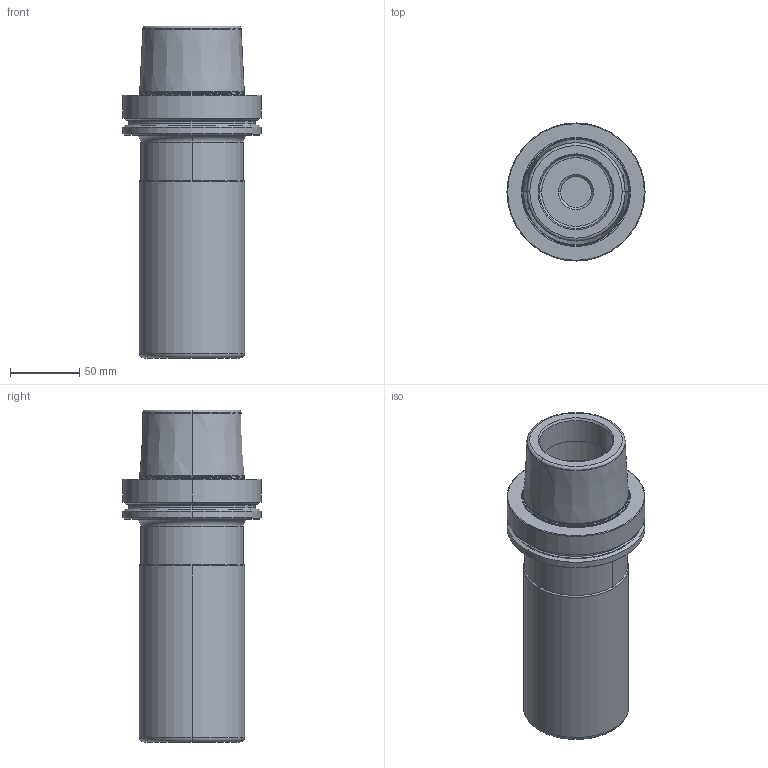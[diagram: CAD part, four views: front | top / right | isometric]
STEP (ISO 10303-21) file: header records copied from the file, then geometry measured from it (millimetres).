
FILE_DESCRIPTION(/* description */ (''),/* implementation_level */ '2;1');
FILE_NAME(/* name */ 'ASPX4UR485H100A050SA_IR0_126.stp',/* time_stamp */ '2021-10-19T09:07:43+09:00',/* author */ (''),/* organization */ (''),/* preprocessor_version */ 'ST-DEVELOPER v16',/* originating_system */ 'SIEMENS PLM Software NX 10.0',/* authorisation */ '');
FILE_SCHEMA (('AUTOMOTIVE_DESIGN { 1 0 10303 214 3 1 1 1 }'));
Length unit declared in the file: millimetre
Products named in the file (1): ASPX4UR485H100A050SA_IR0_126_ASM
Bounding box: 100 x 100 x 240.49 mm (x, y, z)
Volume: 1285899.3 mm3; surface area: 141990.2 mm2
Topology: 2 solids, 2 shells, 101 faces, 207 edges, 127 vertices
Faces by surface type: torus 34, cone 28, cylinder 26, plane 11, revolution 2
Entity records: 3166 total; most frequent: CARTESIAN_POINT 803, DIRECTION 573, ORIENTED_EDGE 400, AXIS2_PLACEMENT_3D 257, EDGE_CURVE 200, CIRCLE 147, EDGE_LOOP 110, VERTEX_POINT 110
